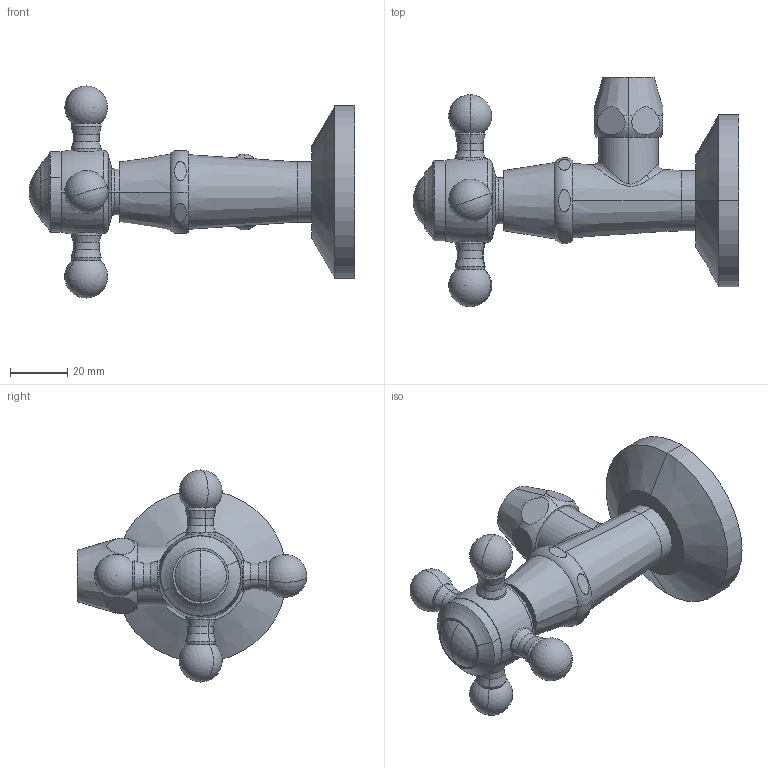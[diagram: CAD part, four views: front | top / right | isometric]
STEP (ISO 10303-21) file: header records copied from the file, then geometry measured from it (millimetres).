
FILE_DESCRIPTION (( 'STEP AP214' ), '1' );
FILE_NAME ('22900361.STEP', '2020-09-28T06:55:20', ( '' ), ( '' ), 'SwSTEP 2.0', 'SolidWorks 2020', '' );
FILE_SCHEMA (( 'AUTOMOTIVE_DESIGN' ));
Length unit declared in the file: millimetre
Products named in the file (8): Haube-+-09.21.02.055.90-01_-_K1; 22900361; Planungsmodell_Rosette-+-09.27.01.003-1; Planungsmodell_Griff-+-04.20.36.002.07-02_ _K1; Planungsmodell_Verschraubung-+-04.23.30.040-1; Planungsmodell_Griff-+-04.20.36.002.07-01_ _K1; Planungsmodell_Kuppel-+-09.26.01.064.60-01_ _K1_21x2x8; Planungsmodell_Koerper-+-09.17.02.004.94-01_ _K3
Assembly tree (7 placements, depth 3):
  22900361
    Planungsmodell_Griff-+-04.20.36.002.07-02_ _K1
      Planungsmodell_Griff-+-04.20.36.002.07-01_ _K1
      Planungsmodell_Kuppel-+-09.26.01.064.60-01_ _K1_21x2x8
    Planungsmodell_Rosette-+-09.27.01.003-1
    Planungsmodell_Verschraubung-+-04.23.30.040-1
    Planungsmodell_Koerper-+-09.17.02.004.94-01_ _K3
    Haube-+-09.21.02.055.90-01_-_K1
Bounding box: 113.6 x 80.06 x 74 mm (x, y, z)
Volume: 105075.8 mm3; surface area: 25630.9 mm2
Topology: 6 solids, 10 shells, 133 faces, 292 edges, 173 vertices
Faces by surface type: cone 44, cylinder 30, plane 29, torus 18, sphere 10, bspline 2
Entity records: 5476 total; most frequent: CARTESIAN_POINT 2310, DIRECTION 654, ORIENTED_EDGE 528, AXIS2_PLACEMENT_3D 290, EDGE_CURVE 264, VERTEX_POINT 161, CIRCLE 148, EDGE_LOOP 143
